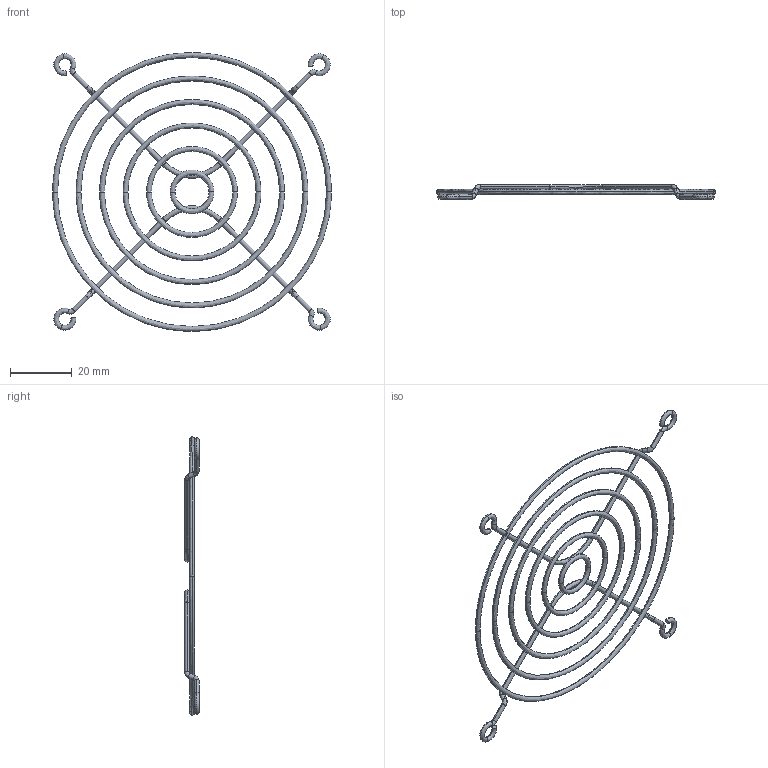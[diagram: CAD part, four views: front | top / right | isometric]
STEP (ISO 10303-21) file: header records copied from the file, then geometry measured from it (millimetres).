
FILE_DESCRIPTION (( 'STEP AP214' ), '1' );
FILE_NAME ('92mm Fan Guard.STEP', '2021-01-24T21:06:13', ( '' ), ( '' ), 'SwSTEP 2.0', 'SolidWorks 2018', '' );
FILE_SCHEMA (( 'AUTOMOTIVE_DESIGN' ));
Length unit declared in the file: inch
Products named in the file (1): 92mm Fan Guard
Bounding box: 90.49 x 4.78 x 90.49 mm (x, y, z)
Volume: 2467.8 mm3; surface area: 6198.9 mm2
Topology: 8 solids, 8 shells, 96 faces, 220 edges, 128 vertices
Faces by surface type: bspline 68, cylinder 24, plane 4
Entity records: 3741 total; most frequent: CARTESIAN_POINT 1569, DIRECTION 458, ORIENTED_EDGE 440, EDGE_CURVE 220, AXIS2_PLACEMENT_3D 217, CIRCLE 188, VERTEX_POINT 128, EDGE_LOOP 96
